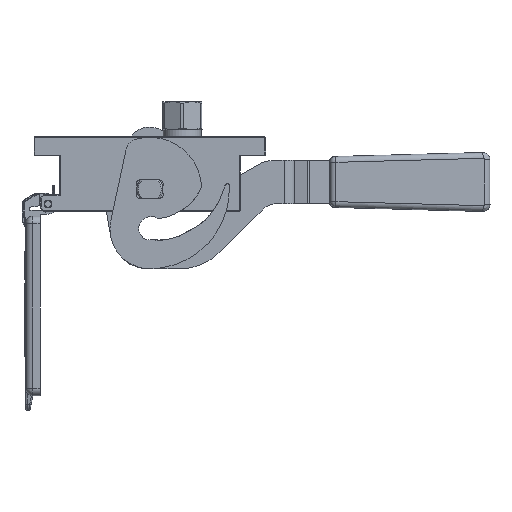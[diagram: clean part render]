
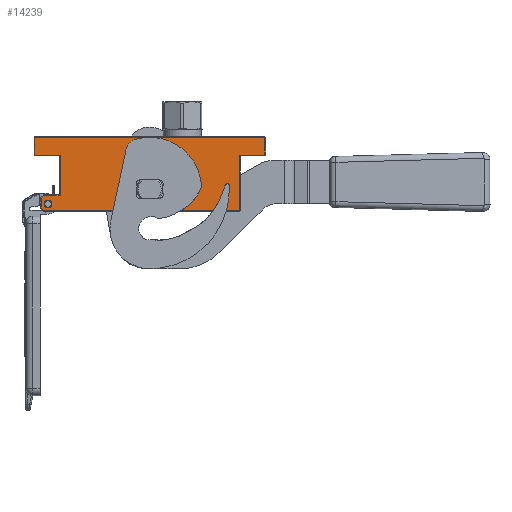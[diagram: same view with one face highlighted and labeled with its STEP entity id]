
A CAD part, front view. The second image highlights one B-rep face of the part: STEP entity #14239.
In plain terms, the highlighted planar face has unit normal (0, -1, 0).
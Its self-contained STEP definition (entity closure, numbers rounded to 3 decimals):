
#153 = DIRECTION ( 'NONE',  ( 0., 0., -1. ) ) ;
#1385 = AXIS2_PLACEMENT_3D ( 'NONE', #30090, #81822, #68853 ) ;
#1567 = LINE ( 'NONE', #11863, #58182 ) ;
#2625 = ORIENTED_EDGE ( 'NONE', *, *, #14275, .T. ) ;
#2777 = EDGE_CURVE ( 'NONE', #70236, #76673, #1567, .T. ) ;
#3070 = DIRECTION ( 'NONE',  ( 0., 1., 0. ) ) ;
#3106 = ORIENTED_EDGE ( 'NONE', *, *, #43632, .F. ) ;
#3110 = EDGE_CURVE ( 'NONE', #76673, #74799, #52391, .T. ) ;
#3904 = LINE ( 'NONE', #78473, #46701 ) ;
#3955 = CARTESIAN_POINT ( 'NONE',  ( -62., 0., -40.5 ) ) ;
#5495 = ORIENTED_EDGE ( 'NONE', *, *, #79906, .T. ) ;
#5531 = VECTOR ( 'NONE', #51127, 1000. ) ;
#6277 = VERTEX_POINT ( 'NONE', #17855 ) ;
#6920 = CARTESIAN_POINT ( 'NONE',  ( -75., 0., -42.207 ) ) ;
#7609 = ORIENTED_EDGE ( 'NONE', *, *, #35149, .F. ) ;
#9794 = LINE ( 'NONE', #72811, #90839 ) ;
#10868 = VECTOR ( 'NONE', #44491, 1000. ) ;
#11662 = ORIENTED_EDGE ( 'NONE', *, *, #3110, .T. ) ;
#11720 = CIRCLE ( 'NONE', #28935, 11.3 ) ;
#11863 = CARTESIAN_POINT ( 'NONE',  ( -73.293, 0., -50.8 ) ) ;
#13265 = VERTEX_POINT ( 'NONE', #14459 ) ;
#14239 = ADVANCED_FACE ( 'NONE', ( #46534, #65133, #26910 ), #16573, .F. ) ;
#14275 = EDGE_CURVE ( 'NONE', #33385, #13265, #39593, .T. ) ;
#14459 = CARTESIAN_POINT ( 'NONE',  ( 79.5, 0., -0.5 ) ) ;
#16224 = CARTESIAN_POINT ( 'NONE',  ( -72.85, 0., -46.3 ) ) ;
#16573 = PLANE ( 'NONE',  #76913 ) ;
#17165 = ORIENTED_EDGE ( 'NONE', *, *, #89215, .T. ) ;
#17855 = CARTESIAN_POINT ( 'NONE',  ( -79.5, 0., -0.5 ) ) ;
#18893 = CARTESIAN_POINT ( 'NONE',  ( -79.5, 0., -12.5 ) ) ;
#19649 = DIRECTION ( 'NONE',  ( 1., 0., 0. ) ) ;
#19665 = ORIENTED_EDGE ( 'NONE', *, *, #81998, .T. ) ;
#20423 = EDGE_LOOP ( 'NONE', ( #49717, #87129, #56096, #3106, #34726, #23878, #81067, #11662, #25523, #2625, #5495, #19665 ) ) ;
#21519 = VERTEX_POINT ( 'NONE', #75642 ) ;
#21562 = CARTESIAN_POINT ( 'NONE',  ( 62., 0., -50.8 ) ) ;
#21971 = LINE ( 'NONE', #18893, #87985 ) ;
#22021 = VERTEX_POINT ( 'NONE', #28076 ) ;
#23878 = ORIENTED_EDGE ( 'NONE', *, *, #86455, .F. ) ;
#24061 = CARTESIAN_POINT ( 'NONE',  ( 0., 0., 0. ) ) ;
#24596 = VECTOR ( 'NONE', #83551, 1000. ) ;
#25165 = LINE ( 'NONE', #6920, #5531 ) ;
#25523 = ORIENTED_EDGE ( 'NONE', *, *, #83687, .T. ) ;
#25616 = CARTESIAN_POINT ( 'NONE',  ( 79.5, 0., -12.5 ) ) ;
#26426 = CARTESIAN_POINT ( 'NONE',  ( 0., 0., -24.8 ) ) ;
#26910 = FACE_BOUND ( 'NONE', #93149, .T. ) ;
#27590 = CIRCLE ( 'NONE', #68342, 2.55 ) ;
#28076 = CARTESIAN_POINT ( 'NONE',  ( -73.293, 0., -40.5 ) ) ;
#28935 = AXIS2_PLACEMENT_3D ( 'NONE', #57206, #78550, #42653 ) ;
#30090 = CARTESIAN_POINT ( 'NONE',  ( -70.3, 0., -46.3 ) ) ;
#33070 = EDGE_CURVE ( 'NONE', #75441, #62974, #50653, .T. ) ;
#33385 = VERTEX_POINT ( 'NONE', #78892 ) ;
#34556 = CARTESIAN_POINT ( 'NONE',  ( -73.293, 0., -50.8 ) ) ;
#34726 = ORIENTED_EDGE ( 'NONE', *, *, #33070, .T. ) ;
#35149 = EDGE_CURVE ( 'NONE', #76229, #92882, #59617, .T. ) ;
#36385 = DIRECTION ( 'NONE',  ( 0., 0., 1. ) ) ;
#37917 = DIRECTION ( 'NONE',  ( 0., 1., 0. ) ) ;
#38298 = CARTESIAN_POINT ( 'NONE',  ( -70.3, 0., -46.3 ) ) ;
#38629 = DIRECTION ( 'NONE',  ( 0., -1., 0. ) ) ;
#38912 = CARTESIAN_POINT ( 'NONE',  ( 0., 0., -36.1 ) ) ;
#39232 = CIRCLE ( 'NONE', #48527, 11.3 ) ;
#39593 = LINE ( 'NONE', #25616, #24596 ) ;
#42061 = CARTESIAN_POINT ( 'NONE',  ( -75., 0., -42.207 ) ) ;
#42160 = EDGE_CURVE ( 'NONE', #51484, #59918, #21971, .T. ) ;
#42526 = EDGE_LOOP ( 'NONE', ( #17165, #91566 ) ) ;
#42653 = DIRECTION ( 'NONE',  ( 0., 0., -1. ) ) ;
#43632 = EDGE_CURVE ( 'NONE', #75441, #22021, #25165, .T. ) ;
#44491 = DIRECTION ( 'NONE',  ( -0.707, 0., 0.707 ) ) ;
#46246 = EDGE_CURVE ( 'NONE', #92882, #76229, #27590, .T. ) ;
#46534 = FACE_OUTER_BOUND ( 'NONE', #20423, .T. ) ;
#46701 = VECTOR ( 'NONE', #19649, 1000. ) ;
#47935 = CARTESIAN_POINT ( 'NONE',  ( -62., 0., -12.5 ) ) ;
#48182 = DIRECTION ( 'NONE',  ( -1., 0., 0. ) ) ;
#48527 = AXIS2_PLACEMENT_3D ( 'NONE', #38912, #3070, #68664 ) ;
#49717 = ORIENTED_EDGE ( 'NONE', *, *, #42160, .T. ) ;
#50171 = LINE ( 'NONE', #73256, #10868 ) ;
#50639 = EDGE_CURVE ( 'NONE', #59918, #78215, #61535, .T. ) ;
#50653 = LINE ( 'NONE', #68007, #74992 ) ;
#51087 = EDGE_CURVE ( 'NONE', #21519, #68743, #11720, .T. ) ;
#51094 = VECTOR ( 'NONE', #153, 1000. ) ;
#51127 = DIRECTION ( 'NONE',  ( 0.707, 0., 0.707 ) ) ;
#51484 = VERTEX_POINT ( 'NONE', #74637 ) ;
#52391 = LINE ( 'NONE', #21562, #91821 ) ;
#53100 = DIRECTION ( 'NONE',  ( 1., 0., 0. ) ) ;
#56096 = ORIENTED_EDGE ( 'NONE', *, *, #78399, .T. ) ;
#57206 = CARTESIAN_POINT ( 'NONE',  ( 0., 0., -36.1 ) ) ;
#57541 = CARTESIAN_POINT ( 'NONE',  ( -62., 0., -40.5 ) ) ;
#57551 = VECTOR ( 'NONE', #48182, 1000. ) ;
#57675 = CARTESIAN_POINT ( 'NONE',  ( 62., 0., -50.8 ) ) ;
#58182 = VECTOR ( 'NONE', #69750, 1000. ) ;
#59617 = CIRCLE ( 'NONE', #1385, 2.55 ) ;
#59884 = CARTESIAN_POINT ( 'NONE',  ( -62., 0., -12.5 ) ) ;
#59918 = VERTEX_POINT ( 'NONE', #47935 ) ;
#61053 = CARTESIAN_POINT ( 'NONE',  ( 62., 0., -12.5 ) ) ;
#61535 = LINE ( 'NONE', #59884, #51094 ) ;
#62974 = VERTEX_POINT ( 'NONE', #88011 ) ;
#63343 = LINE ( 'NONE', #78579, #57551 ) ;
#65133 = FACE_BOUND ( 'NONE', #42526, .T. ) ;
#65378 = DIRECTION ( 'NONE',  ( 0., 0., -1. ) ) ;
#68007 = CARTESIAN_POINT ( 'NONE',  ( -75., 0., -42.207 ) ) ;
#68319 = VECTOR ( 'NONE', #95410, 1000. ) ;
#68342 = AXIS2_PLACEMENT_3D ( 'NONE', #38298, #38629, #83944 ) ;
#68664 = DIRECTION ( 'NONE',  ( 0., 0., 1. ) ) ;
#68743 = VERTEX_POINT ( 'NONE', #26426 ) ;
#68853 = DIRECTION ( 'NONE',  ( 1., 0., 0. ) ) ;
#69750 = DIRECTION ( 'NONE',  ( 1., 0., 0. ) ) ;
#70236 = VERTEX_POINT ( 'NONE', #34556 ) ;
#70624 = DIRECTION ( 'NONE',  ( 1., 0., 0. ) ) ;
#72811 = CARTESIAN_POINT ( 'NONE',  ( -79.5, 0., -0.5 ) ) ;
#73256 = CARTESIAN_POINT ( 'NONE',  ( -73.293, 0., -50.8 ) ) ;
#73812 = ORIENTED_EDGE ( 'NONE', *, *, #46246, .F. ) ;
#74637 = CARTESIAN_POINT ( 'NONE',  ( -79.5, 0., -12.5 ) ) ;
#74799 = VERTEX_POINT ( 'NONE', #61053 ) ;
#74992 = VECTOR ( 'NONE', #90680, 1000. ) ;
#75441 = VERTEX_POINT ( 'NONE', #42061 ) ;
#75642 = CARTESIAN_POINT ( 'NONE',  ( 0., 0., -47.4 ) ) ;
#76229 = VERTEX_POINT ( 'NONE', #83316 ) ;
#76673 = VERTEX_POINT ( 'NONE', #57675 ) ;
#76913 = AXIS2_PLACEMENT_3D ( 'NONE', #24061, #37917, #53100 ) ;
#78215 = VERTEX_POINT ( 'NONE', #3955 ) ;
#78399 = EDGE_CURVE ( 'NONE', #78215, #22021, #88059, .T. ) ;
#78473 = CARTESIAN_POINT ( 'NONE',  ( 62., 0., -12.5 ) ) ;
#78550 = DIRECTION ( 'NONE',  ( 0., 1., 0. ) ) ;
#78579 = CARTESIAN_POINT ( 'NONE',  ( 79.5, 0., -0.5 ) ) ;
#78892 = CARTESIAN_POINT ( 'NONE',  ( 79.5, 0., -12.5 ) ) ;
#79906 = EDGE_CURVE ( 'NONE', #13265, #6277, #63343, .T. ) ;
#81067 = ORIENTED_EDGE ( 'NONE', *, *, #2777, .T. ) ;
#81822 = DIRECTION ( 'NONE',  ( 0., -1., 0. ) ) ;
#81998 = EDGE_CURVE ( 'NONE', #6277, #51484, #9794, .T. ) ;
#83316 = CARTESIAN_POINT ( 'NONE',  ( -67.75, 0., -46.3 ) ) ;
#83551 = DIRECTION ( 'NONE',  ( 0., 0., 1. ) ) ;
#83687 = EDGE_CURVE ( 'NONE', #74799, #33385, #3904, .T. ) ;
#83944 = DIRECTION ( 'NONE',  ( -1., 0., 0. ) ) ;
#86455 = EDGE_CURVE ( 'NONE', #70236, #62974, #50171, .T. ) ;
#87129 = ORIENTED_EDGE ( 'NONE', *, *, #50639, .T. ) ;
#87985 = VECTOR ( 'NONE', #70624, 1000. ) ;
#88011 = CARTESIAN_POINT ( 'NONE',  ( -75., 0., -49.093 ) ) ;
#88059 = LINE ( 'NONE', #57541, #68319 ) ;
#89215 = EDGE_CURVE ( 'NONE', #68743, #21519, #39232, .T. ) ;
#90680 = DIRECTION ( 'NONE',  ( 0., 0., -1. ) ) ;
#90839 = VECTOR ( 'NONE', #65378, 1000. ) ;
#91566 = ORIENTED_EDGE ( 'NONE', *, *, #51087, .T. ) ;
#91821 = VECTOR ( 'NONE', #36385, 1000. ) ;
#92882 = VERTEX_POINT ( 'NONE', #16224 ) ;
#93149 = EDGE_LOOP ( 'NONE', ( #73812, #7609 ) ) ;
#95410 = DIRECTION ( 'NONE',  ( -1., 0., 0. ) ) ;
